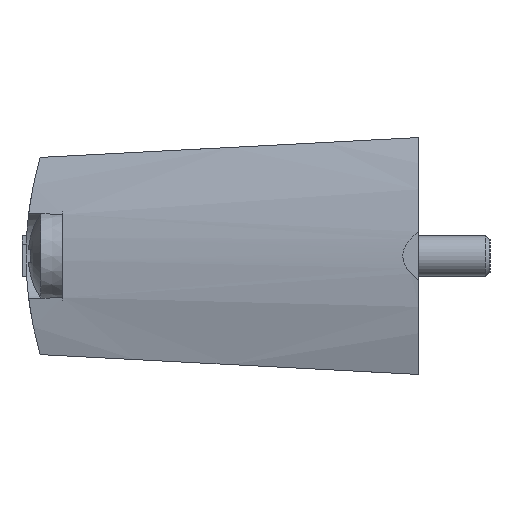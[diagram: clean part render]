
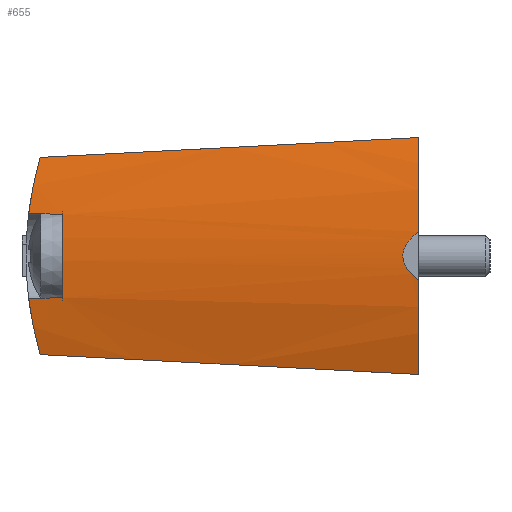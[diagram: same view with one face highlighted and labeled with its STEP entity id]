
A CAD part, left-side view. The second image highlights one B-rep face of the part: STEP entity #655.
In plain terms, the highlighted cylindrical face has radius 21.9 mm (diameter 43.8 mm), a partial arc.
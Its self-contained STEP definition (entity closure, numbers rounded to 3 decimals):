
#67=ELLIPSE('',#727,419.025,21.9);
#68=ELLIPSE('',#728,21.93,21.9);
#69=ELLIPSE('',#729,418.45,21.9);
#70=ELLIPSE('',#730,21.93,21.9);
#71=ELLIPSE('',#731,419.025,21.9);
#72=ELLIPSE('',#732,21.93,21.9);
#201=ORIENTED_EDGE('',*,*,#383,.F.);
#202=ORIENTED_EDGE('',*,*,#376,.F.);
#203=ORIENTED_EDGE('',*,*,#384,.F.);
#204=ORIENTED_EDGE('',*,*,#385,.F.);
#205=ORIENTED_EDGE('',*,*,#386,.F.);
#206=ORIENTED_EDGE('',*,*,#387,.F.);
#207=ORIENTED_EDGE('',*,*,#388,.F.);
#208=ORIENTED_EDGE('',*,*,#370,.F.);
#209=ORIENTED_EDGE('',*,*,#389,.F.);
#210=ORIENTED_EDGE('',*,*,#390,.F.);
#370=EDGE_CURVE('',#460,#462,#524,.T.);
#376=EDGE_CURVE('',#467,#461,#528,.T.);
#383=EDGE_CURVE('',#461,#474,#529,.T.);
#384=EDGE_CURVE('',#475,#467,#67,.F.);
#385=EDGE_CURVE('',#476,#475,#68,.F.);
#386=EDGE_CURVE('',#477,#476,#69,.F.);
#387=EDGE_CURVE('',#478,#477,#70,.F.);
#388=EDGE_CURVE('',#462,#478,#71,.F.);
#389=EDGE_CURVE('',#479,#460,#530,.T.);
#390=EDGE_CURVE('',#474,#479,#72,.T.);
#460=VERTEX_POINT('',#1037);
#461=VERTEX_POINT('',#1038);
#462=VERTEX_POINT('',#1043);
#467=VERTEX_POINT('',#1069);
#474=VERTEX_POINT('',#1091);
#475=VERTEX_POINT('',#1093);
#476=VERTEX_POINT('',#1095);
#477=VERTEX_POINT('',#1097);
#478=VERTEX_POINT('',#1099);
#479=VERTEX_POINT('',#1105);
#524=B_SPLINE_CURVE_WITH_KNOTS('',3,(#1039,#1040,#1041,#1042),
 .UNSPECIFIED.,.F.,.F.,(4,4),(0.009,0.012),
 .UNSPECIFIED.);
#528=B_SPLINE_CURVE_WITH_KNOTS('',3,(#1070,#1071,#1072,#1073),
 .UNSPECIFIED.,.F.,.F.,(4,4),(0.,0.004),.UNSPECIFIED.);
#529=B_SPLINE_CURVE_WITH_KNOTS('',3,(#1087,#1088,#1089,#1090),
 .UNSPECIFIED.,.F.,.F.,(4,4),(0.,0.002),
 .UNSPECIFIED.);
#530=B_SPLINE_CURVE_WITH_KNOTS('',3,(#1101,#1102,#1103,#1104),
 .UNSPECIFIED.,.F.,.F.,(4,4),(0.,0.002),.UNSPECIFIED.);
#535=EDGE_LOOP('',(#201,#202,#203,#204,#205,#206,#207,#208,#209,#210));
#591=FACE_BOUND('',#535,.T.);
#646=CYLINDRICAL_SURFACE('',#726,21.9);
#655=ADVANCED_FACE('',(#591),#646,.T.);
#726=AXIS2_PLACEMENT_3D('',#1086,#824,#825);
#727=AXIS2_PLACEMENT_3D('',#1092,#826,#827);
#728=AXIS2_PLACEMENT_3D('',#1094,#828,#829);
#729=AXIS2_PLACEMENT_3D('',#1096,#830,#831);
#730=AXIS2_PLACEMENT_3D('',#1098,#832,#833);
#731=AXIS2_PLACEMENT_3D('',#1100,#834,#835);
#732=AXIS2_PLACEMENT_3D('',#1106,#836,#837);
#824=DIRECTION('',(-0.052,-0.999,0.));
#825=DIRECTION('',(0.999,-0.052,0.));
#826=DIRECTION('',(0.,-0.052,0.999));
#827=DIRECTION('',(-0.052,-0.997,-0.052));
#828=DIRECTION('',(0.,1.,0.));
#829=DIRECTION('',(-1.,0.,0.));
#830=DIRECTION('',(1.,0.,0.));
#831=DIRECTION('',(0.,-1.,0.));
#832=DIRECTION('',(0.,1.,0.));
#833=DIRECTION('',(-1.,0.,0.));
#834=DIRECTION('',(0.,-0.052,-0.999));
#835=DIRECTION('',(-0.052,-0.997,0.052));
#836=DIRECTION('',(0.,1.,0.));
#837=DIRECTION('',(-1.,0.,0.));
#1037=CARTESIAN_POINT('',(-34.753,23.693,2.596));
#1038=CARTESIAN_POINT('',(-34.753,23.693,-2.596));
#1039=CARTESIAN_POINT('',(-34.753,23.693,2.596));
#1040=CARTESIAN_POINT('',(-34.623,23.554,3.749));
#1041=CARTESIAN_POINT('',(-34.404,23.32,4.893));
#1042=CARTESIAN_POINT('',(-34.107,23.002,5.995));
#1043=CARTESIAN_POINT('',(-34.107,23.002,5.995));
#1069=CARTESIAN_POINT('',(-34.107,23.002,-5.995));
#1070=CARTESIAN_POINT('',(-34.107,23.002,-5.995));
#1071=CARTESIAN_POINT('',(-34.405,23.321,-4.888));
#1072=CARTESIAN_POINT('',(-34.622,23.553,-3.756));
#1073=CARTESIAN_POINT('',(-34.753,23.693,-2.596));
#1086=CARTESIAN_POINT('',(-13.029,22.713,0.));
#1087=CARTESIAN_POINT('',(-34.753,23.693,-2.596));
#1088=CARTESIAN_POINT('',(-34.792,23.012,-2.574));
#1089=CARTESIAN_POINT('',(-34.83,22.331,-2.551));
#1090=CARTESIAN_POINT('',(-34.869,21.65,-2.526));
#1091=CARTESIAN_POINT('',(-34.869,21.65,-2.526));
#1092=CARTESIAN_POINT('',(-7.019,137.384,0.));
#1093=CARTESIAN_POINT('',(-34.93,0.,-7.2));
#1094=CARTESIAN_POINT('',(-14.219,0.,0.));
#1095=CARTESIAN_POINT('',(-36.1,0.,-1.471));
#1096=CARTESIAN_POINT('',(-36.1,-417.505,0.));
#1097=CARTESIAN_POINT('',(-36.1,0.,1.471));
#1098=CARTESIAN_POINT('',(-14.219,0.,0.));
#1099=CARTESIAN_POINT('',(-34.93,0.,7.2));
#1100=CARTESIAN_POINT('',(-7.019,137.384,0.));
#1101=CARTESIAN_POINT('',(-34.869,21.65,2.526));
#1102=CARTESIAN_POINT('',(-34.83,22.331,2.551));
#1103=CARTESIAN_POINT('',(-34.792,23.012,2.574));
#1104=CARTESIAN_POINT('',(-34.753,23.693,2.596));
#1105=CARTESIAN_POINT('',(-34.869,21.65,2.526));
#1106=CARTESIAN_POINT('',(-13.085,21.65,0.));
